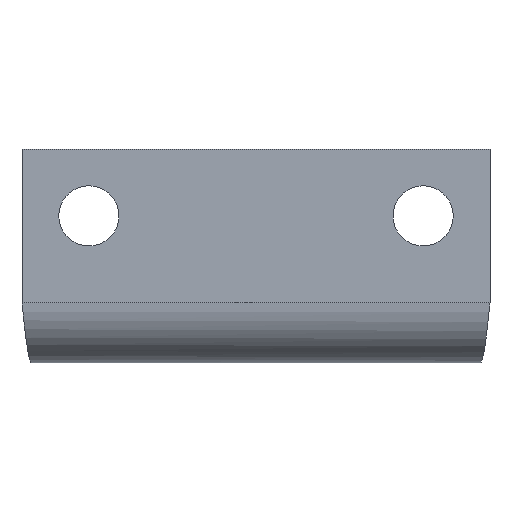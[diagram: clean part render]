
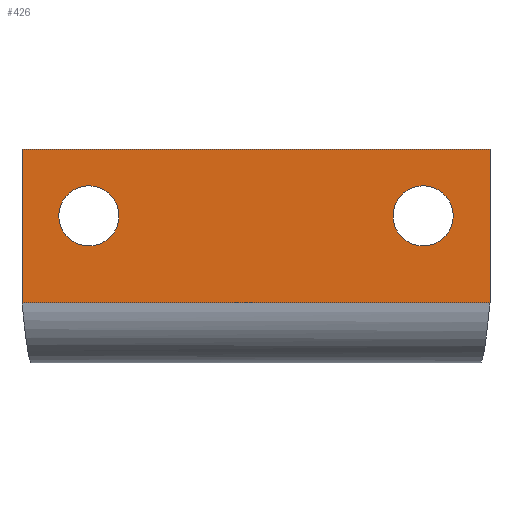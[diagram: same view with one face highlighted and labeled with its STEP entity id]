
A CAD part, front view. The second image highlights one B-rep face of the part: STEP entity #426.
In plain terms, the highlighted planar face has unit normal (0, -1, 0).
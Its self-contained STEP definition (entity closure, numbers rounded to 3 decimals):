
#73=CARTESIAN_POINT('',(10.25,-16.,11.));
#74=VERTEX_POINT('',#73);
#75=CARTESIAN_POINT('',(12.5,-16.,11.));
#76=DIRECTION('',(0.0,1.0,0.0));
#77=DIRECTION('',(1.0,0.0,0.0));
#78=AXIS2_PLACEMENT_3D('',#75,#76,#77);
#79=CIRCLE('',#78,2.25);
#80=EDGE_CURVE('',#74,#74,#79,.T.);
#101=CARTESIAN_POINT('',(-14.75,-16.,11.));
#102=VERTEX_POINT('',#101);
#103=CARTESIAN_POINT('',(-12.5,-16.,11.));
#104=DIRECTION('',(0.0,1.0,0.0));
#105=DIRECTION('',(1.0,0.0,0.0));
#106=AXIS2_PLACEMENT_3D('',#103,#104,#105);
#107=CIRCLE('',#106,2.25);
#108=EDGE_CURVE('',#102,#102,#107,.T.);
#157=CARTESIAN_POINT('',(-17.5,-16.,4.5));
#158=VERTEX_POINT('',#157);
#159=CARTESIAN_POINT('',(17.5,-16.,4.5));
#160=VERTEX_POINT('',#159);
#161=CARTESIAN_POINT('',(-17.5,-16.,4.5));
#162=DIRECTION('',(1.0,0.0,0.0));
#163=VECTOR('',#162,35.0);
#164=LINE('',#161,#163);
#165=EDGE_CURVE('',#158,#160,#164,.T.);
#251=CARTESIAN_POINT('',(17.5,-16.,16.));
#252=VERTEX_POINT('',#251);
#253=CARTESIAN_POINT('',(17.5,-16.,16.));
#254=DIRECTION('',(0.0,0.0,-1.0));
#255=VECTOR('',#254,11.5);
#256=LINE('',#253,#255);
#257=EDGE_CURVE('',#252,#160,#256,.T.);
#373=CARTESIAN_POINT('',(-17.5,-16.,16.));
#374=VERTEX_POINT('',#373);
#375=CARTESIAN_POINT('',(-17.5,-16.,4.5));
#376=DIRECTION('',(0.0,0.0,1.0));
#377=VECTOR('',#376,11.5);
#378=LINE('',#375,#377);
#379=EDGE_CURVE('',#158,#374,#378,.T.);
#397=CARTESIAN_POINT('',(-17.5,-16.,16.));
#398=DIRECTION('',(1.0,0.0,0.0));
#399=VECTOR('',#398,35.0);
#400=LINE('',#397,#399);
#401=EDGE_CURVE('',#374,#252,#400,.T.);
#409=CARTESIAN_POINT('',(0.,-16.0,8.145));
#410=DIRECTION('',(0.0,1.0,0.0));
#411=DIRECTION('',(1.0,0.0,0.0));
#412=AXIS2_PLACEMENT_3D('',#409,#410,#411);
#413=PLANE('',#412);
#414=ORIENTED_EDGE('',*,*,#165,.T.);
#415=ORIENTED_EDGE('',*,*,#257,.F.);
#416=ORIENTED_EDGE('',*,*,#401,.F.);
#417=ORIENTED_EDGE('',*,*,#379,.F.);
#418=EDGE_LOOP('',(#414,#415,#416,#417));
#419=FACE_OUTER_BOUND('',#418,.T.);
#420=ORIENTED_EDGE('',*,*,#80,.T.);
#421=EDGE_LOOP('',(#420));
#422=FACE_BOUND('',#421,.T.);
#423=ORIENTED_EDGE('',*,*,#108,.T.);
#424=EDGE_LOOP('',(#423));
#425=FACE_BOUND('',#424,.T.);
#426=ADVANCED_FACE('',(#419,#422,#425),#413,.F.);
